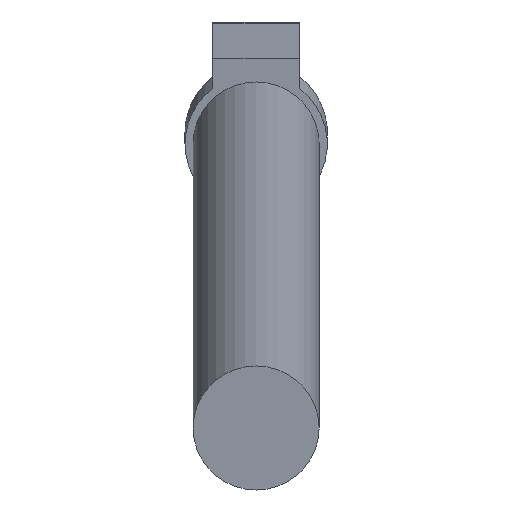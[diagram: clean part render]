
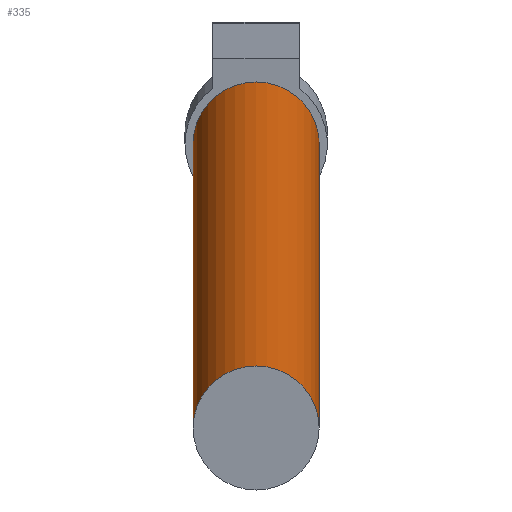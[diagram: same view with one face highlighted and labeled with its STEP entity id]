
A CAD part, front view. The second image highlights one B-rep face of the part: STEP entity #335.
In plain terms, the highlighted cylindrical face has radius 72.5 mm (diameter 145 mm), a partial arc.
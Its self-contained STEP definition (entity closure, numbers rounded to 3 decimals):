
#30 = CARTESIAN_POINT ( 'NONE',  ( -377.5, 2526.393, 3100. ) ) ;
#34 = CARTESIAN_POINT ( 'NONE',  ( -450., 2526.393, 3100. ) ) ;
#41 = LINE ( 'NONE', #30, #418 ) ;
#45 = CARTESIAN_POINT ( 'NONE',  ( -450., 2526.393, 3100. ) ) ;
#46 = DIRECTION ( 'NONE',  ( 0., 0., 1. ) ) ;
#94 = DIRECTION ( 'NONE',  ( 0., 0., 1. ) ) ;
#101 = CARTESIAN_POINT ( 'NONE',  ( -377.5, 2526.393, 3100. ) ) ;
#200 = CARTESIAN_POINT ( 'NONE',  ( -522.5, 2526.393, 3100. ) ) ;
#217 = VECTOR ( 'NONE', #383, 1000. ) ;
#231 = VERTEX_POINT ( 'NONE', #200 ) ;
#258 = DIRECTION ( 'NONE',  ( -1., 0., 0. ) ) ;
#272 = DIRECTION ( 'NONE',  ( 1., 0., 0. ) ) ;
#309 = EDGE_CURVE ( 'NONE', #353, #687, #488, .T. ) ;
#318 = CARTESIAN_POINT ( 'NONE',  ( -450., 2526.393, 4925. ) ) ;
#327 = CARTESIAN_POINT ( 'NONE',  ( -522.5, 2526.393, 4925. ) ) ;
#328 = AXIS2_PLACEMENT_3D ( 'NONE', #318, #539, #258 ) ;
#329 = EDGE_CURVE ( 'NONE', #231, #687, #481, .T. ) ;
#335 = ADVANCED_FACE ( 'NONE', ( #549 ), #699, .T. ) ;
#353 = VERTEX_POINT ( 'NONE', #664 ) ;
#369 = ORIENTED_EDGE ( 'NONE', *, *, #657, .T. ) ;
#376 = CARTESIAN_POINT ( 'NONE',  ( -522.5, 2526.393, 3100. ) ) ;
#383 = DIRECTION ( 'NONE',  ( 0., 0., 1. ) ) ;
#417 = ORIENTED_EDGE ( 'NONE', *, *, #309, .T. ) ;
#418 = VECTOR ( 'NONE', #94, 1000. ) ;
#479 = DIRECTION ( 'NONE',  ( 1., 0., 0. ) ) ;
#481 = LINE ( 'NONE', #376, #217 ) ;
#483 = ORIENTED_EDGE ( 'NONE', *, *, #575, .T. ) ;
#486 = DIRECTION ( 'NONE',  ( 0., 0., 1. ) ) ;
#488 = CIRCLE ( 'NONE', #328, 72.5 ) ;
#500 = CIRCLE ( 'NONE', #584, 72.5 ) ;
#539 = DIRECTION ( 'NONE',  ( 0., 0., -1. ) ) ;
#541 = ORIENTED_EDGE ( 'NONE', *, *, #329, .F. ) ;
#549 = FACE_OUTER_BOUND ( 'NONE', #694, .T. ) ;
#568 = VERTEX_POINT ( 'NONE', #101 ) ;
#575 = EDGE_CURVE ( 'NONE', #568, #353, #41, .T. ) ;
#584 = AXIS2_PLACEMENT_3D ( 'NONE', #34, #46, #479 ) ;
#657 = EDGE_CURVE ( 'NONE', #231, #568, #500, .T. ) ;
#658 = AXIS2_PLACEMENT_3D ( 'NONE', #45, #486, #272 ) ;
#664 = CARTESIAN_POINT ( 'NONE',  ( -377.5, 2526.393, 4925. ) ) ;
#687 = VERTEX_POINT ( 'NONE', #327 ) ;
#694 = EDGE_LOOP ( 'NONE', ( #541, #369, #483, #417 ) ) ;
#699 = CYLINDRICAL_SURFACE ( 'NONE', #658, 72.5 ) ;
